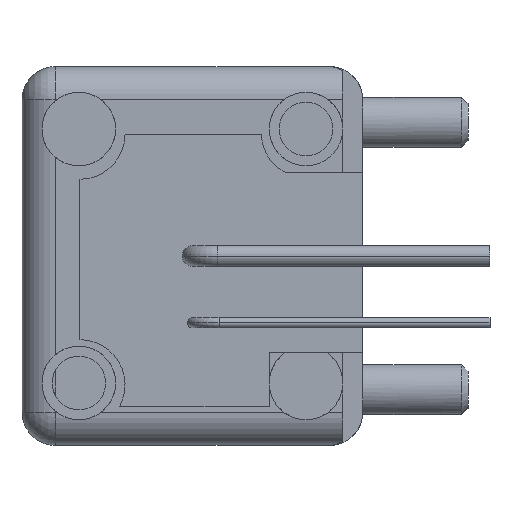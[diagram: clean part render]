
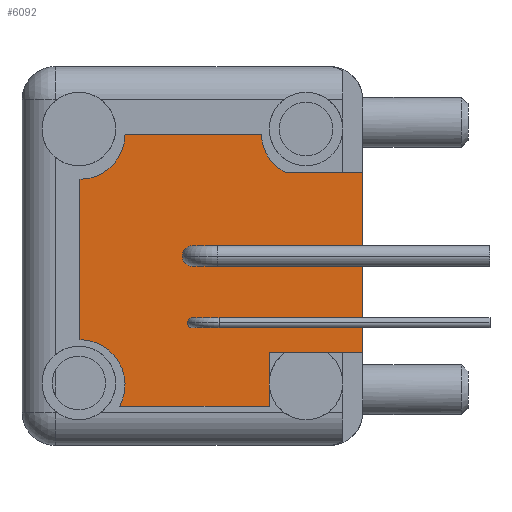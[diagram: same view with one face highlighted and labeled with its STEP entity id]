
A CAD part, left-side view. The second image highlights one B-rep face of the part: STEP entity #6092.
In plain terms, the highlighted planar face has unit normal (-1, 0, 0).
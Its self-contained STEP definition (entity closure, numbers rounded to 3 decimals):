
#175 = DIRECTION ( 'NONE',  ( 0., 0.434, -0.901 ) ) ;
#316 = DIRECTION ( 'NONE',  ( 1., 0., 0. ) ) ;
#478 = CIRCLE ( 'NONE', #10426, 1.715 ) ;
#562 = CARTESIAN_POINT ( 'NONE',  ( -5.106, 0., 0. ) ) ;
#634 = CARTESIAN_POINT ( 'NONE',  ( -5.106, -0.191, -2.54 ) ) ;
#658 = VECTOR ( 'NONE', #12899, 1000. ) ;
#728 = DIRECTION ( 'NONE',  ( 0., -1., 0. ) ) ;
#890 = ORIENTED_EDGE ( 'NONE', *, *, #9570, .T. ) ;
#925 = LINE ( 'NONE', #1145, #4101 ) ;
#1000 = ORIENTED_EDGE ( 'NONE', *, *, #11245, .T. ) ;
#1073 = AXIS2_PLACEMENT_3D ( 'NONE', #6859, #1363, #10263 ) ;
#1145 = CARTESIAN_POINT ( 'NONE',  ( -5.106, 2.766, -5.707 ) ) ;
#1363 = DIRECTION ( 'NONE',  ( -1., 0., 0. ) ) ;
#1425 = CARTESIAN_POINT ( 'NONE',  ( -5.106, 0., -2.54 ) ) ;
#1601 = EDGE_CURVE ( 'NONE', #2398, #7864, #11969, .T. ) ;
#1772 = CIRCLE ( 'NONE', #9876, 0.386 ) ;
#1783 = VERTEX_POINT ( 'NONE', #7757 ) ;
#1821 = CARTESIAN_POINT ( 'NONE',  ( -5.106, -4.24, 4.631 ) ) ;
#1914 = EDGE_CURVE ( 'NONE', #2475, #9288, #1772, .T. ) ;
#2000 = CARTESIAN_POINT ( 'NONE',  ( -5.106, -2.921, -3.68 ) ) ;
#2118 = CARTESIAN_POINT ( 'NONE',  ( -5.106, -3.54, 3.178 ) ) ;
#2185 = DIRECTION ( 'NONE',  ( 0., 0., 1. ) ) ;
#2213 = EDGE_CURVE ( 'NONE', #1783, #3167, #4915, .T. ) ;
#2246 = EDGE_CURVE ( 'NONE', #3348, #4760, #6786, .T. ) ;
#2379 = AXIS2_PLACEMENT_3D ( 'NONE', #6633, #6559, #10985 ) ;
#2398 = VERTEX_POINT ( 'NONE', #10700 ) ;
#2400 = CARTESIAN_POINT ( 'NONE',  ( -5.106, 2.766, -5.707 ) ) ;
#2475 = VERTEX_POINT ( 'NONE', #14178 ) ;
#2852 = EDGE_CURVE ( 'NONE', #3089, #3063, #5335, .T. ) ;
#2855 = LINE ( 'NONE', #11681, #8545 ) ;
#2927 = ORIENTED_EDGE ( 'NONE', *, *, #13516, .T. ) ;
#3048 = CARTESIAN_POINT ( 'NONE',  ( -5.106, 4.276, 4.631 ) ) ;
#3063 = VERTEX_POINT ( 'NONE', #8559 ) ;
#3089 = VERTEX_POINT ( 'NONE', #2118 ) ;
#3094 = EDGE_CURVE ( 'NONE', #12858, #4586, #478, .T. ) ;
#3167 = VERTEX_POINT ( 'NONE', #2400 ) ;
#3261 = CARTESIAN_POINT ( 'NONE',  ( -5.106, 0., -2.54 ) ) ;
#3348 = VERTEX_POINT ( 'NONE', #634 ) ;
#3366 = ORIENTED_EDGE ( 'NONE', *, *, #1914, .F. ) ;
#3855 = LINE ( 'NONE', #13704, #6907 ) ;
#3906 = AXIS2_PLACEMENT_3D ( 'NONE', #10633, #5191, #12226 ) ;
#4037 = CARTESIAN_POINT ( 'NONE',  ( -5.106, -2.921, -5.707 ) ) ;
#4096 = AXIS2_PLACEMENT_3D ( 'NONE', #4368, #11824, #11182 ) ;
#4101 = VECTOR ( 'NONE', #5552, 1000. ) ;
#4187 = LINE ( 'NONE', #4037, #11545 ) ;
#4308 = ORIENTED_EDGE ( 'NONE', *, *, #2852, .T. ) ;
#4368 = CARTESIAN_POINT ( 'NONE',  ( -5.106, 0., -2.54 ) ) ;
#4586 = VERTEX_POINT ( 'NONE', #9299 ) ;
#4760 = VERTEX_POINT ( 'NONE', #13471 ) ;
#4887 = EDGE_CURVE ( 'NONE', #12090, #3089, #3855, .T. ) ;
#4915 = CIRCLE ( 'NONE', #13014, 1.715 ) ;
#5017 = EDGE_CURVE ( 'NONE', #3063, #12858, #7196, .T. ) ;
#5123 = CARTESIAN_POINT ( 'NONE',  ( -5.106, -0.386, 0. ) ) ;
#5191 = DIRECTION ( 'NONE',  ( 1., 0., 0. ) ) ;
#5335 = CIRCLE ( 'NONE', #6265, 1.613 ) ;
#5552 = DIRECTION ( 'NONE',  ( 0., -1., 0. ) ) ;
#5569 = DIRECTION ( 'NONE',  ( 1., 0., 0. ) ) ;
#5698 = LINE ( 'NONE', #11359, #5999 ) ;
#5999 = VECTOR ( 'NONE', #10407, 1000. ) ;
#6092 = ADVANCED_FACE ( 'NONE', ( #10688, #8522, #11845 ), #9604, .T. ) ;
#6265 = AXIS2_PLACEMENT_3D ( 'NONE', #1821, #316, #175 ) ;
#6298 = ORIENTED_EDGE ( 'NONE', *, *, #4887, .T. ) ;
#6430 = EDGE_LOOP ( 'NONE', ( #3366, #12456 ) ) ;
#6559 = DIRECTION ( 'NONE',  ( -1., 0., 0. ) ) ;
#6633 = CARTESIAN_POINT ( 'NONE',  ( -5.106, 0., 0. ) ) ;
#6730 = ORIENTED_EDGE ( 'NONE', *, *, #10261, .T. ) ;
#6786 = CIRCLE ( 'NONE', #8872, 0.191 ) ;
#6801 = VERTEX_POINT ( 'NONE', #12920 ) ;
#6851 = DIRECTION ( 'NONE',  ( 0., 0., 1. ) ) ;
#6859 = CARTESIAN_POINT ( 'NONE',  ( -5.106, 0., 0. ) ) ;
#6907 = VECTOR ( 'NONE', #8076, 1000. ) ;
#6948 = DIRECTION ( 'NONE',  ( 0., 1., 0. ) ) ;
#7196 = LINE ( 'NONE', #10521, #658 ) ;
#7504 = DIRECTION ( 'NONE',  ( 0., -1., 0. ) ) ;
#7588 = CIRCLE ( 'NONE', #8750, 0.191 ) ;
#7757 = CARTESIAN_POINT ( 'NONE',  ( -5.106, 4.276, -3.18 ) ) ;
#7864 = VERTEX_POINT ( 'NONE', #13654 ) ;
#7955 = DIRECTION ( 'NONE',  ( 0., 0., -1. ) ) ;
#7966 = ORIENTED_EDGE ( 'NONE', *, *, #13539, .T. ) ;
#8076 = DIRECTION ( 'NONE',  ( 0., 1., 0. ) ) ;
#8522 = FACE_BOUND ( 'NONE', #6430, .T. ) ;
#8545 = VECTOR ( 'NONE', #7955, 1000. ) ;
#8559 = CARTESIAN_POINT ( 'NONE',  ( -5.106, -2.627, 4.631 ) ) ;
#8571 = ORIENTED_EDGE ( 'NONE', *, *, #3094, .T. ) ;
#8701 = DIRECTION ( 'NONE',  ( 1., 0., 0. ) ) ;
#8750 = AXIS2_PLACEMENT_3D ( 'NONE', #1425, #10187, #6851 ) ;
#8872 = AXIS2_PLACEMENT_3D ( 'NONE', #3261, #8987, #13388 ) ;
#8987 = DIRECTION ( 'NONE',  ( 1., 0., 0. ) ) ;
#9168 = CIRCLE ( 'NONE', #1073, 0.386 ) ;
#9285 = EDGE_CURVE ( 'NONE', #10615, #12369, #4187, .T. ) ;
#9288 = VERTEX_POINT ( 'NONE', #5123 ) ;
#9299 = CARTESIAN_POINT ( 'NONE',  ( -5.106, 4.276, 2.916 ) ) ;
#9318 = EDGE_CURVE ( 'NONE', #2398, #3348, #14084, .T. ) ;
#9570 = EDGE_CURVE ( 'NONE', #4586, #1783, #2855, .T. ) ;
#9604 = PLANE ( 'NONE',  #2379 ) ;
#9623 = DIRECTION ( 'NONE',  ( 0., 0., 1. ) ) ;
#9627 = VECTOR ( 'NONE', #7504, 1000. ) ;
#9672 = LINE ( 'NONE', #2000, #9627 ) ;
#9753 = ORIENTED_EDGE ( 'NONE', *, *, #1601, .F. ) ;
#9876 = AXIS2_PLACEMENT_3D ( 'NONE', #562, #11642, #6948 ) ;
#9913 = ORIENTED_EDGE ( 'NONE', *, *, #5017, .T. ) ;
#9955 = ORIENTED_EDGE ( 'NONE', *, *, #9318, .T. ) ;
#10018 = EDGE_LOOP ( 'NONE', ( #9753, #9955, #11850, #7966 ) ) ;
#10187 = DIRECTION ( 'NONE',  ( 1., 0., 0. ) ) ;
#10261 = EDGE_CURVE ( 'NONE', #6801, #12090, #5698, .T. ) ;
#10263 = DIRECTION ( 'NONE',  ( 0., -1., 0. ) ) ;
#10407 = DIRECTION ( 'NONE',  ( 0., 0., 1. ) ) ;
#10426 = AXIS2_PLACEMENT_3D ( 'NONE', #3048, #8701, #728 ) ;
#10521 = CARTESIAN_POINT ( 'NONE',  ( -5.106, -2.627, 4.631 ) ) ;
#10615 = VERTEX_POINT ( 'NONE', #13431 ) ;
#10633 = CARTESIAN_POINT ( 'NONE',  ( -5.106, 0., -2.54 ) ) ;
#10688 = FACE_BOUND ( 'NONE', #10018, .T. ) ;
#10700 = CARTESIAN_POINT ( 'NONE',  ( -5.106, -0.19, -2.54 ) ) ;
#10891 = CARTESIAN_POINT ( 'NONE',  ( -5.106, 2.561, 4.631 ) ) ;
#10901 = EDGE_CURVE ( 'NONE', #9288, #2475, #9168, .T. ) ;
#10985 = DIRECTION ( 'NONE',  ( 0., 0., 1. ) ) ;
#11182 = DIRECTION ( 'NONE',  ( 0., 0., 1. ) ) ;
#11245 = EDGE_CURVE ( 'NONE', #12369, #6801, #9672, .T. ) ;
#11359 = CARTESIAN_POINT ( 'NONE',  ( -5.106, -6.477, -3.68 ) ) ;
#11545 = VECTOR ( 'NONE', #9623, 1000. ) ;
#11642 = DIRECTION ( 'NONE',  ( -1., 0., 0. ) ) ;
#11681 = CARTESIAN_POINT ( 'NONE',  ( -5.106, 4.276, 2.916 ) ) ;
#11824 = DIRECTION ( 'NONE',  ( -1., 0., 0. ) ) ;
#11845 = FACE_OUTER_BOUND ( 'NONE', #14024, .T. ) ;
#11850 = ORIENTED_EDGE ( 'NONE', *, *, #2246, .T. ) ;
#11969 = CIRCLE ( 'NONE', #4096, 0.191 ) ;
#12090 = VERTEX_POINT ( 'NONE', #12199 ) ;
#12199 = CARTESIAN_POINT ( 'NONE',  ( -5.106, -6.477, 3.178 ) ) ;
#12226 = DIRECTION ( 'NONE',  ( 0., 0., 1. ) ) ;
#12235 = CARTESIAN_POINT ( 'NONE',  ( -5.106, 4.276, -4.894 ) ) ;
#12369 = VERTEX_POINT ( 'NONE', #13755 ) ;
#12456 = ORIENTED_EDGE ( 'NONE', *, *, #10901, .F. ) ;
#12858 = VERTEX_POINT ( 'NONE', #10891 ) ;
#12899 = DIRECTION ( 'NONE',  ( 0., 1., 0. ) ) ;
#12920 = CARTESIAN_POINT ( 'NONE',  ( -5.106, -6.477, -3.68 ) ) ;
#13014 = AXIS2_PLACEMENT_3D ( 'NONE', #12235, #5569, #2185 ) ;
#13131 = ORIENTED_EDGE ( 'NONE', *, *, #9285, .T. ) ;
#13388 = DIRECTION ( 'NONE',  ( 0., 0., 1. ) ) ;
#13431 = CARTESIAN_POINT ( 'NONE',  ( -5.106, -2.921, -5.707 ) ) ;
#13471 = CARTESIAN_POINT ( 'NONE',  ( -5.106, 0.191, -2.54 ) ) ;
#13516 = EDGE_CURVE ( 'NONE', #3167, #10615, #925, .T. ) ;
#13539 = EDGE_CURVE ( 'NONE', #4760, #7864, #7588, .T. ) ;
#13654 = CARTESIAN_POINT ( 'NONE',  ( -5.106, 0.19, -2.54 ) ) ;
#13704 = CARTESIAN_POINT ( 'NONE',  ( -5.106, -6.477, 3.178 ) ) ;
#13755 = CARTESIAN_POINT ( 'NONE',  ( -5.106, -2.921, -3.68 ) ) ;
#13780 = ORIENTED_EDGE ( 'NONE', *, *, #2213, .T. ) ;
#14024 = EDGE_LOOP ( 'NONE', ( #6298, #4308, #9913, #8571, #890, #13780, #2927, #13131, #1000, #6730 ) ) ;
#14084 = CIRCLE ( 'NONE', #3906, 0.191 ) ;
#14178 = CARTESIAN_POINT ( 'NONE',  ( -5.106, 0.386, 0. ) ) ;
